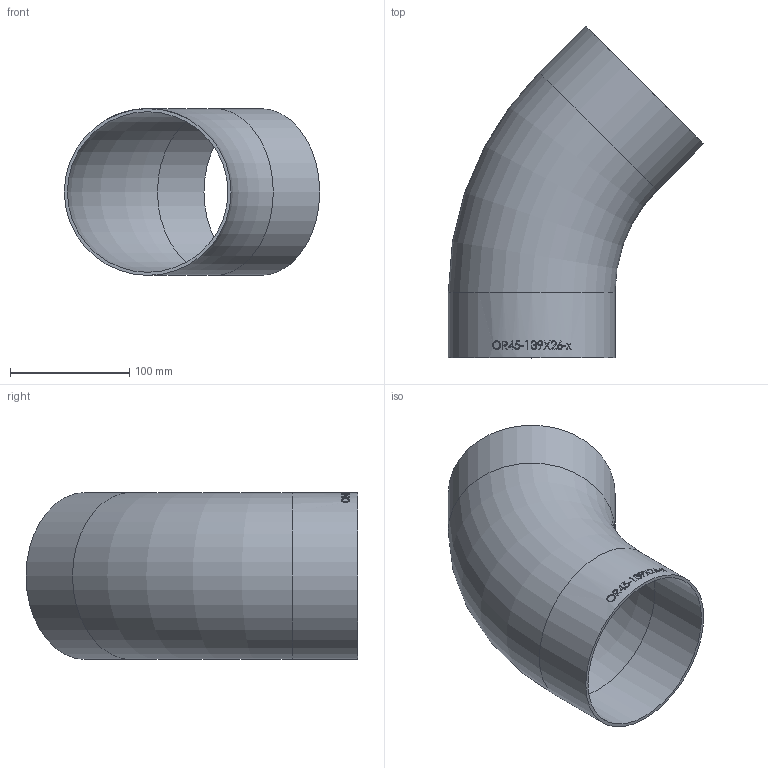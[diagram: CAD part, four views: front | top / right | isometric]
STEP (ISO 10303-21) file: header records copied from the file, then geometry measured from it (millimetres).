
FILE_DESCRIPTION (( 'STEP AP214' ), '1' );
FILE_NAME ('OR45-139X26-x Bogen orbital 45° ISO 2008.STEP', '2020-08-19T11:14:14', ( '' ), ( '' ), 'SwSTEP 2.0', 'SolidWorks 2019', '' );
FILE_SCHEMA (( 'AUTOMOTIVE_DESIGN' ));
Length unit declared in the file: millimetre
Products named in the file (1): OR45-139X26-x Bogen orbital 45° ISO 2008
Bounding box: 213.93 x 277.99 x 139.7 mm (x, y, z)
Volume: 290691 mm3; surface area: 225879.5 mm2
Topology: 1 solids, 1 shells, 27 faces, 164 edges, 156 vertices
Faces by surface type: cylinder 23, torus 2, plane 2
Full cylindrical faces by diameter (mm): 134.5 x2, 139.7 x2
Entity records: 4140 total; most frequent: CARTESIAN_POINT 2812, ORIENTED_EDGE 300, DIRECTION 155, EDGE_CURVE 150, VERTEX_POINT 150, B_SPLINE_CURVE_WITH_KNOTS 91, AXIS2_PLACEMENT_3D 69, EDGE_LOOP 52
